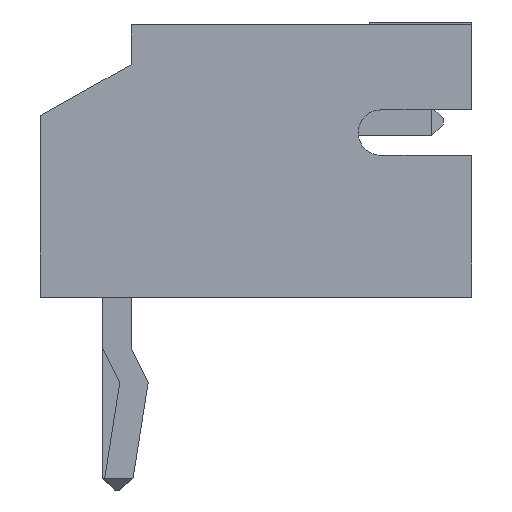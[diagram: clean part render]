
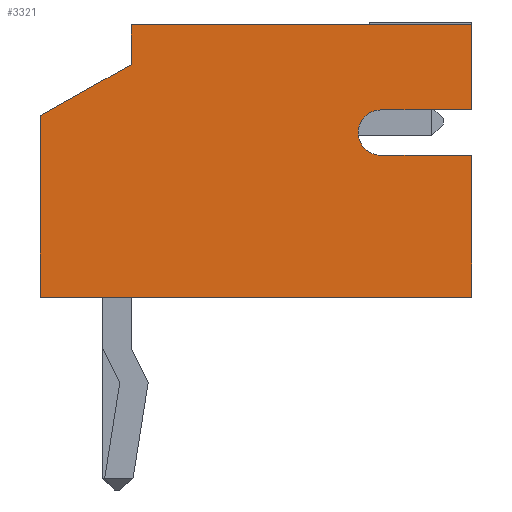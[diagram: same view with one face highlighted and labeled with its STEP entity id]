
A CAD part, left-side view. The second image highlights one B-rep face of the part: STEP entity #3321.
In plain terms, the highlighted planar face has unit normal (-1, 0, 0).
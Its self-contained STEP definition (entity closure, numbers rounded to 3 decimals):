
#1970 = VERTEX_POINT('',#1971);
#1971 = CARTESIAN_POINT('',(-1.95,-6.25,4.8));
#1977 = EDGE_CURVE('',#1970,#1978,#1980,.T.);
#1978 = VERTEX_POINT('',#1979);
#1979 = CARTESIAN_POINT('',(-1.95,-6.25,3.3));
#1980 = LINE('',#1981,#1982);
#1981 = CARTESIAN_POINT('',(-1.95,-6.25,4.8));
#1982 = VECTOR('',#1983,1.);
#1983 = DIRECTION('',(0.,0.,-1.));
#3274 = EDGE_CURVE('',#3275,#1970,#3277,.T.);
#3275 = VERTEX_POINT('',#3276);
#3276 = CARTESIAN_POINT('',(-1.95,-0.25,4.8));
#3277 = LINE('',#3278,#3279);
#3278 = CARTESIAN_POINT('',(-1.95,-0.25,4.8));
#3279 = VECTOR('',#3280,1.);
#3280 = DIRECTION('',(0.,-1.,0.));
#3321 = ADVANCED_FACE('',(#3322),#3397,.T.);
#3322 = FACE_BOUND('',#3323,.T.);
#3323 = EDGE_LOOP('',(#3324,#3332,#3340,#3348,#3356,#3364,#3372,#3380,
#3389,#3395,#3396));
#3324 = ORIENTED_EDGE('',*,*,#3325,.T.);
#3325 = EDGE_CURVE('',#3275,#3326,#3328,.T.);
#3326 = VERTEX_POINT('',#3327);
#3327 = CARTESIAN_POINT('',(-1.95,-0.25,4.1));
#3328 = LINE('',#3329,#3330);
#3329 = CARTESIAN_POINT('',(-1.95,-0.25,4.8));
#3330 = VECTOR('',#3331,1.);
#3331 = DIRECTION('',(0.,0.,-1.));
#3332 = ORIENTED_EDGE('',*,*,#3333,.T.);
#3333 = EDGE_CURVE('',#3326,#3334,#3336,.T.);
#3334 = VERTEX_POINT('',#3335);
#3335 = CARTESIAN_POINT('',(-1.95,1.35,3.2));
#3336 = LINE('',#3337,#3338);
#3337 = CARTESIAN_POINT('',(-1.95,-0.25,4.1));
#3338 = VECTOR('',#3339,1.);
#3339 = DIRECTION('',(0.,0.872,-0.49
));
#3340 = ORIENTED_EDGE('',*,*,#3341,.T.);
#3341 = EDGE_CURVE('',#3334,#3342,#3344,.T.);
#3342 = VERTEX_POINT('',#3343);
#3343 = CARTESIAN_POINT('',(-1.95,1.35,0.));
#3344 = LINE('',#3345,#3346);
#3345 = CARTESIAN_POINT('',(-1.95,1.35,3.2));
#3346 = VECTOR('',#3347,1.);
#3347 = DIRECTION('',(0.,0.,-1.));
#3348 = ORIENTED_EDGE('',*,*,#3349,.T.);
#3349 = EDGE_CURVE('',#3342,#3350,#3352,.T.);
#3350 = VERTEX_POINT('',#3351);
#3351 = CARTESIAN_POINT('',(-1.95,-6.25,0.));
#3352 = LINE('',#3353,#3354);
#3353 = CARTESIAN_POINT('',(-1.95,1.35,0.));
#3354 = VECTOR('',#3355,1.);
#3355 = DIRECTION('',(0.,-1.,0.));
#3356 = ORIENTED_EDGE('',*,*,#3357,.T.);
#3357 = EDGE_CURVE('',#3350,#3358,#3360,.T.);
#3358 = VERTEX_POINT('',#3359);
#3359 = CARTESIAN_POINT('',(-1.95,-6.25,0.3));
#3360 = LINE('',#3361,#3362);
#3361 = CARTESIAN_POINT('',(-1.95,-6.25,0.));
#3362 = VECTOR('',#3363,1.);
#3363 = DIRECTION('',(0.,0.,1.));
#3364 = ORIENTED_EDGE('',*,*,#3365,.F.);
#3365 = EDGE_CURVE('',#3366,#3358,#3368,.T.);
#3366 = VERTEX_POINT('',#3367);
#3367 = CARTESIAN_POINT('',(-1.95,-6.25,2.5));
#3368 = LINE('',#3369,#3370);
#3369 = CARTESIAN_POINT('',(-1.95,-6.25,4.8));
#3370 = VECTOR('',#3371,1.);
#3371 = DIRECTION('',(0.,0.,-1.));
#3372 = ORIENTED_EDGE('',*,*,#3373,.F.);
#3373 = EDGE_CURVE('',#3374,#3366,#3376,.T.);
#3374 = VERTEX_POINT('',#3375);
#3375 = CARTESIAN_POINT('',(-1.95,-4.65,2.5));
#3376 = LINE('',#3377,#3378);
#3377 = CARTESIAN_POINT('',(-1.95,-2.45,2.5));
#3378 = VECTOR('',#3379,1.);
#3379 = DIRECTION('',(0.,-1.,0.));
#3380 = ORIENTED_EDGE('',*,*,#3381,.T.);
#3381 = EDGE_CURVE('',#3374,#3382,#3384,.T.);
#3382 = VERTEX_POINT('',#3383);
#3383 = CARTESIAN_POINT('',(-1.95,-4.65,3.3));
#3384 = CIRCLE('',#3385,0.4);
#3385 = AXIS2_PLACEMENT_3D('',#3386,#3387,#3388);
#3386 = CARTESIAN_POINT('',(-1.95,-4.65,2.9));
#3387 = DIRECTION('',(1.,0.,0.));
#3388 = DIRECTION('',(0.,0.,1.));
#3389 = ORIENTED_EDGE('',*,*,#3390,.F.);
#3390 = EDGE_CURVE('',#1978,#3382,#3391,.T.);
#3391 = LINE('',#3392,#3393);
#3392 = CARTESIAN_POINT('',(-1.95,-3.25,3.3));
#3393 = VECTOR('',#3394,1.);
#3394 = DIRECTION('',(0.,1.,0.));
#3395 = ORIENTED_EDGE('',*,*,#1977,.F.);
#3396 = ORIENTED_EDGE('',*,*,#3274,.F.);
#3397 = PLANE('',#3398);
#3398 = AXIS2_PLACEMENT_3D('',#3399,#3400,#3401);
#3399 = CARTESIAN_POINT('',(-1.95,-0.25,4.8));
#3400 = DIRECTION('',(-1.,0.,0.));
#3401 = DIRECTION('',(0.,0.,1.));
